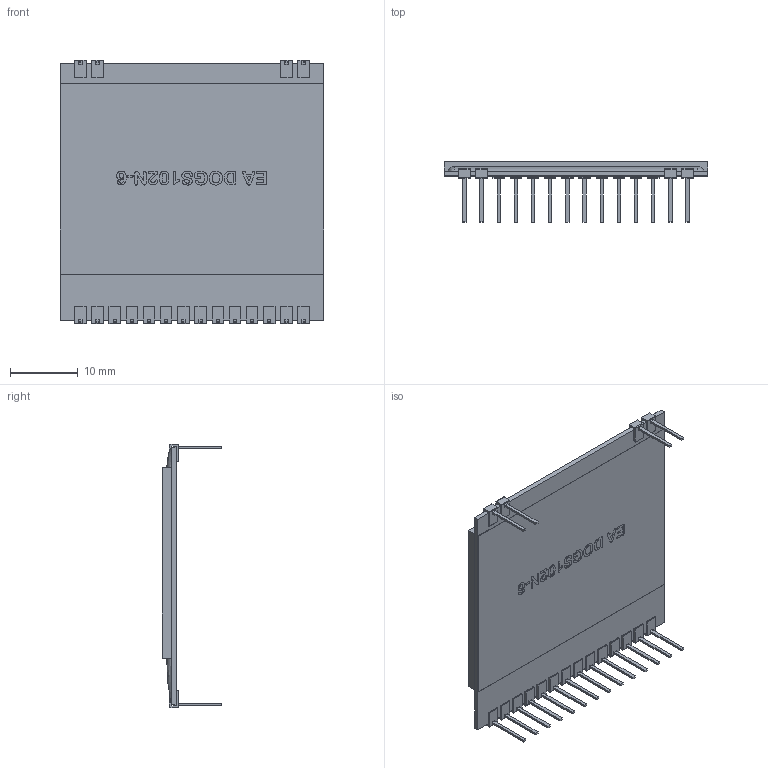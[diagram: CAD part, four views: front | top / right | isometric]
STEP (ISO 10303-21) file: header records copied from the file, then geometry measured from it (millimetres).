
FILE_DESCRIPTION (( 'STEP AP214' ), '1' );
FILE_NAME ('User Library-EA-DOGS102-6.STEP', '2020-10-16T05:00:15', ( '' ), ( '' ), 'SwSTEP 2.0', 'SolidWorks 2020', '' );
FILE_SCHEMA (( 'AUTOMOTIVE_DESIGN' ));
Length unit declared in the file: millimetre
Products named in the file (1): User Library-EA-DOGS102-6
Bounding box: 39 x 8.87 x 39 mm (x, y, z)
Volume: 2838.2 mm3; surface area: 3848.5 mm2
Topology: 19 solids, 19 shells, 629 faces, 1655 edges, 1102 vertices
Faces by surface type: plane 353, cylinder 144, bspline 132
Entity records: 32618 total; most frequent: CARTESIAN_POINT 10553, ORIENTED_EDGE 3310, DIRECTION 2675, EDGE_CURVE 1655, LINE 1103, VECTOR 1103, VERTEX_POINT 1102, AXIS2_PLACEMENT_3D 786
